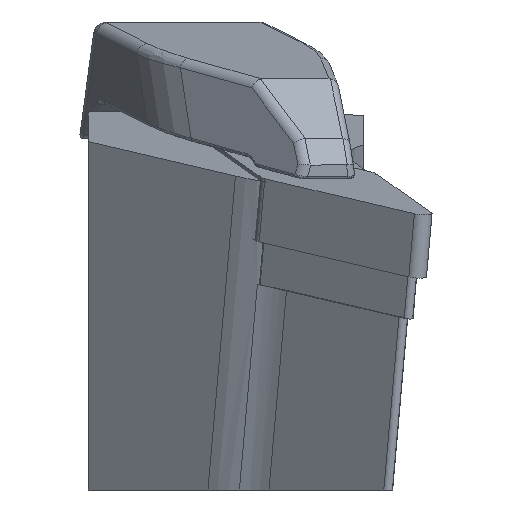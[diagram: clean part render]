
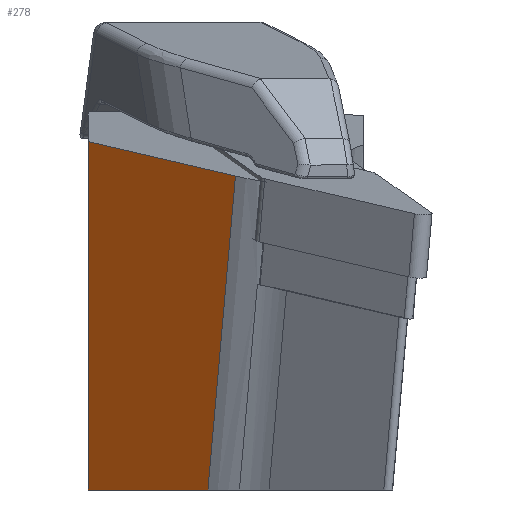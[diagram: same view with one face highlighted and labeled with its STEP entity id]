
A CAD part, left-side view. The second image highlights one B-rep face of the part: STEP entity #278.
In plain terms, the highlighted planar face has unit normal (-0.785, 0.611, -0.1).
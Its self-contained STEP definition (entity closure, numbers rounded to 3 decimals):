
#278=ADVANCED_FACE('',(#448),#393,.F.);
#393=PLANE('',#2244);
#448=FACE_OUTER_BOUND('',#569,.T.);
#569=EDGE_LOOP('',(#881,#882,#883,#884));
#881=ORIENTED_EDGE('',*,*,#1603,.F.);
#882=ORIENTED_EDGE('',*,*,#1616,.F.);
#883=ORIENTED_EDGE('',*,*,#1640,.T.);
#884=ORIENTED_EDGE('',*,*,#1611,.F.);
#1404=VERTEX_POINT('',#3208);
#1405=VERTEX_POINT('',#3210);
#1410=VERTEX_POINT('',#3224);
#1412=VERTEX_POINT('',#3232);
#1603=EDGE_CURVE('',#1404,#1405,#1898,.T.);
#1611=EDGE_CURVE('',#1405,#1410,#1903,.T.);
#1616=EDGE_CURVE('',#1412,#1404,#1906,.T.);
#1640=EDGE_CURVE('',#1412,#1410,#1922,.T.);
#1898=LINE('',#3209,#2069);
#1903=LINE('',#3223,#2074);
#1906=LINE('',#3233,#2077);
#1922=LINE('',#3279,#2093);
#2069=VECTOR('',#2504,1.);
#2074=VECTOR('',#2517,1.);
#2077=VECTOR('',#2528,1.);
#2093=VECTOR('',#2582,1.);
#2244=AXIS2_PLACEMENT_3D('',#3281,#2585,#2586);
#2504=DIRECTION('',(-0.126,0.,0.992));
#2517=DIRECTION('',(-0.589,-0.787,-0.184));
#2528=DIRECTION('',(0.614,0.789,0.));
#2582=DIRECTION('',(-0.191,-0.086,0.978));
#2585=DIRECTION('',(0.785,-0.611,0.1));
#2586=DIRECTION('',(0.614,0.789,0.));
#3208=CARTESIAN_POINT('',(21.162,0.,-20.));
#3209=CARTESIAN_POINT('',(23.097,0.,-35.227));
#3210=CARTESIAN_POINT('',(17.945,0.,5.325));
#3223=CARTESIAN_POINT('',(9.933,-10.704,2.825));
#3224=CARTESIAN_POINT('',(9.933,-10.704,2.825));
#3232=CARTESIAN_POINT('',(14.387,-8.707,-20.));
#3233=CARTESIAN_POINT('',(16.235,-6.332,-20.));
#3279=CARTESIAN_POINT('',(17.496,-7.313,-35.939));
#3281=CARTESIAN_POINT('',(17.496,-7.313,-35.939));
